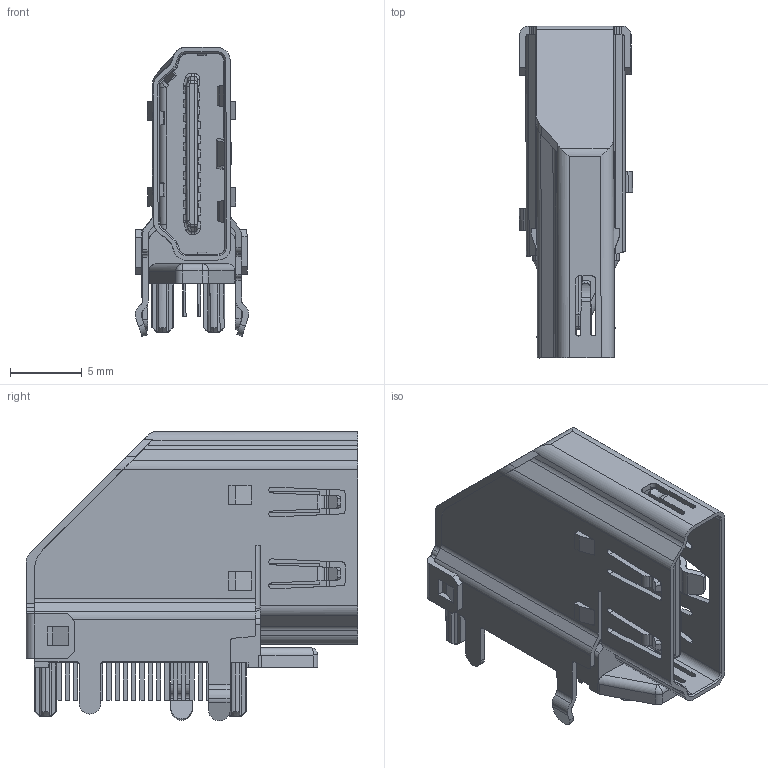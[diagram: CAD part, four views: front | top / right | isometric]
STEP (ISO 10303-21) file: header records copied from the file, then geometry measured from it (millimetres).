
FILE_DESCRIPTION(('STEP AP214'),'1');
FILE_NAME('2007435-1.STP','2021-09-01T16:24:51',(' '),(' '),'Spatial InterOp 3D',' ',' ');
FILE_SCHEMA(('AUTOMOTIVE_DESIGN { 1 0 10303 214 1 1 1 1 }'));
Length unit declared in the file: metre
Products named in the file (4): c-2007435-1-d-3d; Component1; Component2; 2007435-1
Assembly tree (3 placements, depth 3):
  2007435-1
    c-2007435-1-d-3d
      Component1
      Component2
Bounding box: 7.88 x 23.09 x 20.13 mm (x, y, z)
Volume: 1438.5 mm3; surface area: 1770.8 mm2
Topology: 2 solids, 2 shells, 725 faces, 1967 edges, 1269 vertices
Faces by surface type: plane 466, cylinder 227, sphere 13, cone 12, torus 7
Entity records: 32732 total; most frequent: CARTESIAN_POINT 4213, ORIENTED_EDGE 3934, DIRECTION 3909, EDGE_CURVE 1967, STYLED_ITEM 1947, PRESENTATION_STYLE_ASSIGNMENT 1947, COLOUR_RGB 1947, CURVE_STYLE 1945
